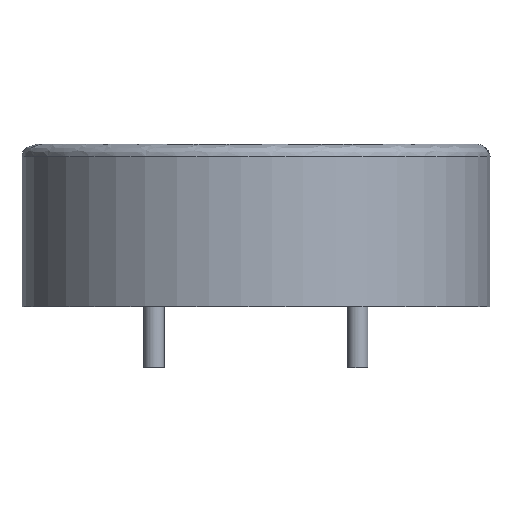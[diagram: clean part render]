
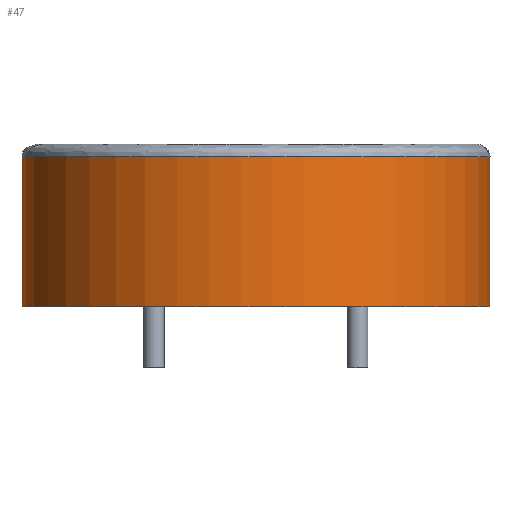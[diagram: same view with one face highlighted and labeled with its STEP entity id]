
A CAD part, front view. The second image highlights one B-rep face of the part: STEP entity #47.
In plain terms, the highlighted free-form (B-spline) face has degree [2, 1] with [9, 2] control points.
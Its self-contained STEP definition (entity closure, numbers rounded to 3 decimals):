
#47 = ADVANCED_FACE('',(#48),#84,.T.);
#48 = FACE_BOUND('',#49,.T.);
#49 = EDGE_LOOP('',(#50,#64,#71,#83));
#50 = ORIENTED_EDGE('',*,*,#51,.T.);
#51 = EDGE_CURVE('',#52,#52,#54,.T.);
#52 = VERTEX_POINT('',#53);
#53 = CARTESIAN_POINT('',(11.5,0.,
    7.385));
#54 = ( BOUNDED_CURVE() B_SPLINE_CURVE(2,(#55,#56,#57,#58,#59,#60,#61,
#62,#63),.UNSPECIFIED.,.T.,.F.) B_SPLINE_CURVE_WITH_KNOTS((1,2,2,2,2,2,1
    ),(-21.991,0.,21.991,43.981,
    65.972,87.962,109.953),.UNSPECIFIED.) 
CURVE() GEOMETRIC_REPRESENTATION_ITEM() RATIONAL_B_SPLINE_CURVE((1.,
    0.707,1.,0.707,1.,0.707,1.,0.707
,1.)) REPRESENTATION_ITEM('') );
#55 = CARTESIAN_POINT('',(11.5,0.,
    7.385));
#56 = CARTESIAN_POINT('',(11.5,-11.5,7.385));
#57 = CARTESIAN_POINT('',(0.,-11.5,7.385));
#58 = CARTESIAN_POINT('',(-11.5,-11.5,7.385));
#59 = CARTESIAN_POINT('',(-11.5,0.,
    7.385));
#60 = CARTESIAN_POINT('',(-11.5,11.5,7.385));
#61 = CARTESIAN_POINT('',(0.,11.5,7.385));
#62 = CARTESIAN_POINT('',(11.5,11.5,7.385));
#63 = CARTESIAN_POINT('',(11.5,0.,
    7.385));
#64 = ORIENTED_EDGE('',*,*,#65,.T.);
#65 = EDGE_CURVE('',#52,#66,#68,.T.);
#66 = VERTEX_POINT('',#67);
#67 = CARTESIAN_POINT('',(11.5,0.,0.));
#68 = B_SPLINE_CURVE_WITH_KNOTS('',1,(#69,#70),.UNSPECIFIED.,.F.,.F.,(2,
    2),(1.,13.),.PIECEWISE_BEZIER_KNOTS.);
#69 = CARTESIAN_POINT('',(11.5,0.,
    7.385));
#70 = CARTESIAN_POINT('',(11.5,0.,0.));
#71 = ORIENTED_EDGE('',*,*,#72,.F.);
#72 = EDGE_CURVE('',#66,#66,#73,.T.);
#73 = ( BOUNDED_CURVE() B_SPLINE_CURVE(2,(#74,#75,#76,#77,#78,#79,#80,
#81,#82),.UNSPECIFIED.,.T.,.F.) B_SPLINE_CURVE_WITH_KNOTS((1,2,2,2,2,2,1
    ),(-23.562,0.,23.562,47.124,70.686
,94.248,117.81),.UNSPECIFIED.) CURVE() 
GEOMETRIC_REPRESENTATION_ITEM() RATIONAL_B_SPLINE_CURVE((1.,
    0.707,1.,0.707,1.,0.707,1.,0.707
,1.)) REPRESENTATION_ITEM('') );
#74 = CARTESIAN_POINT('',(11.5,0.,0.));
#75 = CARTESIAN_POINT('',(11.5,-11.5,0.));
#76 = CARTESIAN_POINT('',(0.,-11.5,0.));
#77 = CARTESIAN_POINT('',(-11.5,-11.5,0.));
#78 = CARTESIAN_POINT('',(-11.5,0.,0.)
  );
#79 = CARTESIAN_POINT('',(-11.5,11.5,0.));
#80 = CARTESIAN_POINT('',(0.,11.5,0.));
#81 = CARTESIAN_POINT('',(11.5,11.5,0.));
#82 = CARTESIAN_POINT('',(11.5,0.,0.));
#83 = ORIENTED_EDGE('',*,*,#65,.F.);
#84 = ( BOUNDED_SURFACE() B_SPLINE_SURFACE(2,1,(
    (#85,#86)
    ,(#87,#88)
    ,(#89,#90)
    ,(#91,#92)
    ,(#93,#94)
    ,(#95,#96)
    ,(#97,#98)
    ,(#99,#100)
,(#101,#102
    )),.UNSPECIFIED.,.T.,.F.,.F.) B_SPLINE_SURFACE_WITH_KNOTS((1,2,2,2,2
    ,2,1),(2,2),(-23.562,0.,23.562,47.124,
    70.686,94.248,117.81),(0.,13.),
.UNSPECIFIED.) GEOMETRIC_REPRESENTATION_ITEM() RATIONAL_B_SPLINE_SURFACE
((
    (1.,1.)
    ,(0.707,0.707)
    ,(1.,1.)
    ,(0.707,0.707)
    ,(1.,1.)
    ,(0.707,0.707)
    ,(1.,1.)
    ,(0.707,0.707)
,(1.,1.))) REPRESENTATION_ITEM('') SURFACE() );
#85 = CARTESIAN_POINT('',(11.5,0.,8.));
#86 = CARTESIAN_POINT('',(11.5,0.,0.));
#87 = CARTESIAN_POINT('',(11.5,-11.5,8.));
#88 = CARTESIAN_POINT('',(11.5,-11.5,0.));
#89 = CARTESIAN_POINT('',(0.,-11.5,8.));
#90 = CARTESIAN_POINT('',(0.,-11.5,0.));
#91 = CARTESIAN_POINT('',(-11.5,-11.5,8.));
#92 = CARTESIAN_POINT('',(-11.5,-11.5,0.));
#93 = CARTESIAN_POINT('',(-11.5,0.,
    8.));
#94 = CARTESIAN_POINT('',(-11.5,0.,0.)
  );
#95 = CARTESIAN_POINT('',(-11.5,11.5,8.));
#96 = CARTESIAN_POINT('',(-11.5,11.5,0.));
#97 = CARTESIAN_POINT('',(0.,11.5,8.));
#98 = CARTESIAN_POINT('',(0.,11.5,0.));
#99 = CARTESIAN_POINT('',(11.5,11.5,8.));
#100 = CARTESIAN_POINT('',(11.5,11.5,0.));
#101 = CARTESIAN_POINT('',(11.5,0.,8.));
#102 = CARTESIAN_POINT('',(11.5,0.,0.));
